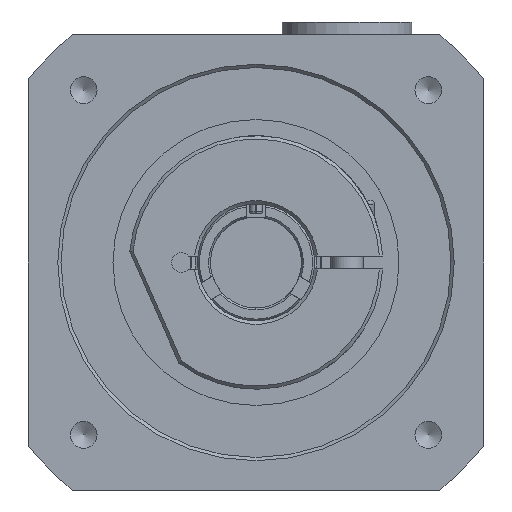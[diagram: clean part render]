
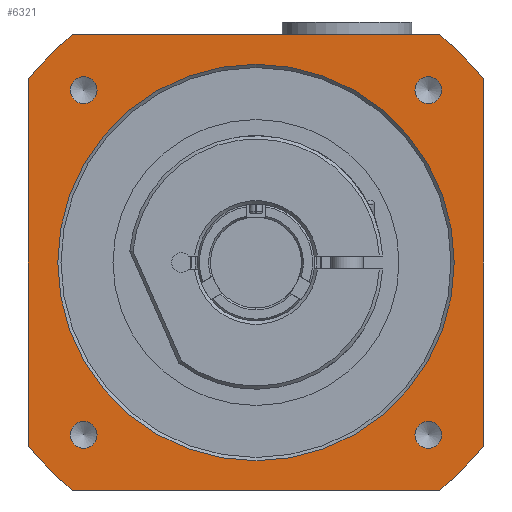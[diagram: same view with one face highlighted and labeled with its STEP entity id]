
A CAD part, left-side view. The second image highlights one B-rep face of the part: STEP entity #6321.
In plain terms, the highlighted planar face has unit normal (-1, 0, 0).
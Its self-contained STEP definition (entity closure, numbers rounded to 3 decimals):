
#238=LINE('',#9524,#570);
#239=LINE('',#9528,#571);
#240=LINE('',#9532,#572);
#241=LINE('',#9536,#573);
#570=VECTOR('',#7601,56.569);
#571=VECTOR('',#7604,56.569);
#572=VECTOR('',#7607,56.569);
#573=VECTOR('',#7610,56.569);
#1029=PLANE('',#6771);
#1227=FACE_BOUND('',#1837,.T.);
#1228=FACE_BOUND('',#1838,.T.);
#1229=FACE_BOUND('',#1839,.T.);
#1230=FACE_BOUND('',#1840,.T.);
#1231=FACE_BOUND('',#1841,.T.);
#1417=FACE_OUTER_BOUND('',#1836,.T.);
#1836=EDGE_LOOP('',(#4228,#4229,#4230,#4231,#4232,#4233,#4234,#4235));
#1837=EDGE_LOOP('',(#4236));
#1838=EDGE_LOOP('',(#4237));
#1839=EDGE_LOOP('',(#4238));
#1840=EDGE_LOOP('',(#4239));
#1841=EDGE_LOOP('',(#4240));
#2411=CIRCLE('',#6753,2.067);
#2413=CIRCLE('',#6757,2.067);
#2415=CIRCLE('',#6761,2.067);
#2417=CIRCLE('',#6765,2.067);
#2419=CIRCLE('',#6768,30.5);
#2421=CIRCLE('',#6772,45.);
#2422=CIRCLE('',#6773,45.);
#2423=CIRCLE('',#6774,45.);
#2424=CIRCLE('',#6775,45.);
#2769=VERTEX_POINT('',#9493);
#2771=VERTEX_POINT('',#9499);
#2773=VERTEX_POINT('',#9505);
#2775=VERTEX_POINT('',#9511);
#2777=VERTEX_POINT('',#9516);
#2779=VERTEX_POINT('',#9522);
#2780=VERTEX_POINT('',#9523);
#2781=VERTEX_POINT('',#9525);
#2782=VERTEX_POINT('',#9527);
#2783=VERTEX_POINT('',#9529);
#2784=VERTEX_POINT('',#9531);
#2785=VERTEX_POINT('',#9533);
#2786=VERTEX_POINT('',#9535);
#3363=EDGE_CURVE('',#2769,#2769,#2411,.T.);
#3365=EDGE_CURVE('',#2771,#2771,#2413,.T.);
#3367=EDGE_CURVE('',#2773,#2773,#2415,.T.);
#3369=EDGE_CURVE('',#2775,#2775,#2417,.T.);
#3371=EDGE_CURVE('',#2777,#2777,#2419,.T.);
#3373=EDGE_CURVE('',#2779,#2780,#238,.T.);
#3374=EDGE_CURVE('',#2781,#2779,#2421,.T.);
#3375=EDGE_CURVE('',#2782,#2781,#239,.T.);
#3376=EDGE_CURVE('',#2783,#2782,#2422,.T.);
#3377=EDGE_CURVE('',#2784,#2783,#240,.T.);
#3378=EDGE_CURVE('',#2785,#2784,#2423,.T.);
#3379=EDGE_CURVE('',#2786,#2785,#241,.T.);
#3380=EDGE_CURVE('',#2780,#2786,#2424,.T.);
#4228=ORIENTED_EDGE('',*,*,#3373,.F.);
#4229=ORIENTED_EDGE('',*,*,#3374,.F.);
#4230=ORIENTED_EDGE('',*,*,#3375,.F.);
#4231=ORIENTED_EDGE('',*,*,#3376,.F.);
#4232=ORIENTED_EDGE('',*,*,#3377,.F.);
#4233=ORIENTED_EDGE('',*,*,#3378,.F.);
#4234=ORIENTED_EDGE('',*,*,#3379,.F.);
#4235=ORIENTED_EDGE('',*,*,#3380,.F.);
#4236=ORIENTED_EDGE('',*,*,#3363,.T.);
#4237=ORIENTED_EDGE('',*,*,#3365,.T.);
#4238=ORIENTED_EDGE('',*,*,#3367,.T.);
#4239=ORIENTED_EDGE('',*,*,#3369,.T.);
#4240=ORIENTED_EDGE('',*,*,#3371,.F.);
#6321=ADVANCED_FACE('',(#1417,#1227,#1228,#1229,#1230,#1231),#1029,.T.);
#6753=AXIS2_PLACEMENT_3D('',#9494,#7563,#7564);
#6757=AXIS2_PLACEMENT_3D('',#9500,#7571,#7572);
#6761=AXIS2_PLACEMENT_3D('',#9506,#7579,#7580);
#6765=AXIS2_PLACEMENT_3D('',#9512,#7587,#7588);
#6768=AXIS2_PLACEMENT_3D('',#9517,#7593,#7594);
#6771=AXIS2_PLACEMENT_3D('',#9521,#7599,#7600);
#6772=AXIS2_PLACEMENT_3D('',#9526,#7602,#7603);
#6773=AXIS2_PLACEMENT_3D('',#9530,#7605,#7606);
#6774=AXIS2_PLACEMENT_3D('',#9534,#7608,#7609);
#6775=AXIS2_PLACEMENT_3D('',#9537,#7611,#7612);
#7563=DIRECTION('center_axis',(1.,0.,0.));
#7564=DIRECTION('ref_axis',(0.,-1.,0.));
#7571=DIRECTION('center_axis',(1.,0.,0.));
#7572=DIRECTION('ref_axis',(0.,0.,-1.));
#7579=DIRECTION('center_axis',(1.,0.,0.));
#7580=DIRECTION('ref_axis',(0.,1.,0.));
#7587=DIRECTION('center_axis',(1.,0.,0.));
#7588=DIRECTION('ref_axis',(0.,0.,
1.));
#7593=DIRECTION('center_axis',(-1.,0.,0.));
#7594=DIRECTION('ref_axis',(0.,0.,-1.));
#7599=DIRECTION('center_axis',(-1.,0.,0.));
#7600=DIRECTION('ref_axis',(0.,0.,1.));
#7601=DIRECTION('',(0.,0.,1.));
#7602=DIRECTION('center_axis',(1.,0.,0.));
#7603=DIRECTION('ref_axis',(0.,-0.778,0.629));
#7604=DIRECTION('',(0.,1.,0.));
#7605=DIRECTION('center_axis',(1.,0.,0.));
#7606=DIRECTION('ref_axis',(0.,0.629,0.778));
#7607=DIRECTION('',(0.,0.,-1.));
#7608=DIRECTION('center_axis',(1.,0.,0.));
#7609=DIRECTION('ref_axis',(0.,0.778,-0.629));
#7610=DIRECTION('',(0.,-1.,0.));
#7611=DIRECTION('center_axis',(1.,0.,0.));
#7612=DIRECTION('ref_axis',(0.,-0.629,-0.778));
#9493=CARTESIAN_POINT('',(-58.8,-28.584,-26.517));
#9494=CARTESIAN_POINT('Origin',(-58.8,-26.517,-26.517));
#9499=CARTESIAN_POINT('',(-58.8,26.517,-28.584));
#9500=CARTESIAN_POINT('Origin',(-58.8,26.517,-26.517));
#9505=CARTESIAN_POINT('',(-58.8,28.584,26.517));
#9506=CARTESIAN_POINT('Origin',(-58.8,26.517,26.517));
#9511=CARTESIAN_POINT('',(-58.8,-26.517,28.584));
#9512=CARTESIAN_POINT('Origin',(-58.8,-26.517,26.517));
#9516=CARTESIAN_POINT('',(-58.8,0.,30.5));
#9517=CARTESIAN_POINT('Origin',(-58.8,0.,
0.));
#9521=CARTESIAN_POINT('Origin',(-58.8,0.,0.));
#9522=CARTESIAN_POINT('',(-58.8,35.,-28.284));
#9523=CARTESIAN_POINT('',(-58.8,35.,28.284));
#9524=CARTESIAN_POINT('',(-58.8,35.,-28.284));
#9525=CARTESIAN_POINT('',(-58.8,28.284,-35.));
#9526=CARTESIAN_POINT('Origin',(-58.8,0.,
0.));
#9527=CARTESIAN_POINT('',(-58.8,-28.284,-35.));
#9528=CARTESIAN_POINT('',(-58.8,-28.284,-35.));
#9529=CARTESIAN_POINT('',(-58.8,-35.,-28.284));
#9530=CARTESIAN_POINT('Origin',(-58.8,0.,
0.));
#9531=CARTESIAN_POINT('',(-58.8,-35.,28.284));
#9532=CARTESIAN_POINT('',(-58.8,-35.,28.284));
#9533=CARTESIAN_POINT('',(-58.8,-28.284,35.));
#9534=CARTESIAN_POINT('Origin',(-58.8,0.,
0.));
#9535=CARTESIAN_POINT('',(-58.8,28.284,35.));
#9536=CARTESIAN_POINT('',(-58.8,28.284,35.));
#9537=CARTESIAN_POINT('Origin',(-58.8,0.,
0.));
